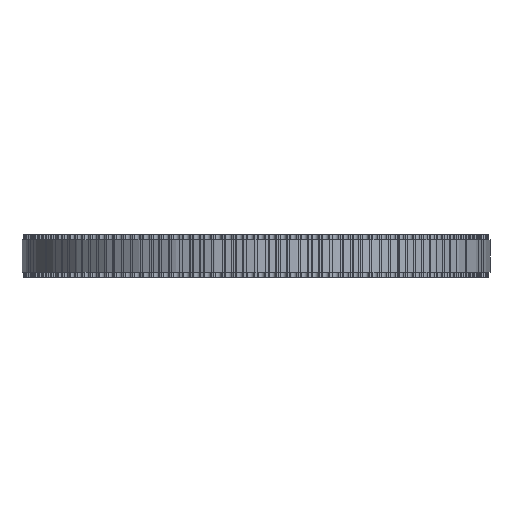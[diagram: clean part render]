
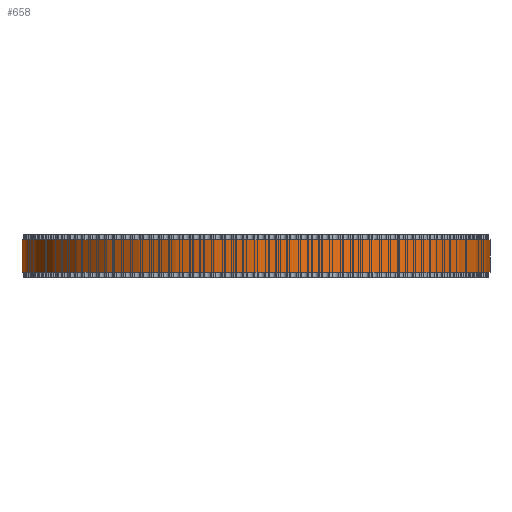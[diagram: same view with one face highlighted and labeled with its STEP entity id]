
A CAD part, front view. The second image highlights one B-rep face of the part: STEP entity #658.
In plain terms, the highlighted cylindrical face has radius 42.654 mm (diameter 85.307 mm), a full revolution.
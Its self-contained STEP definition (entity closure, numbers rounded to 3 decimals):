
#97=FACE_BOUND('',#2272,.T.);
#98=FACE_BOUND('',#2273,.T.);
#658=ADVANCED_FACE('',(#97,#98),#1195,.T.);
#1195=CYLINDRICAL_SURFACE('',#11935,42.654);
#2272=EDGE_LOOP('',(#6562));
#2273=EDGE_LOOP('',(#6563));
#6562=ORIENTED_EDGE('',*,*,#9246,.T.);
#6563=ORIENTED_EDGE('',*,*,#9247,.T.);
#7636=VERTEX_POINT('',#18920);
#7637=VERTEX_POINT('',#18922);
#9246=EDGE_CURVE('',#7636,#7636,#10320,.T.);
#9247=EDGE_CURVE('',#7637,#7637,#10321,.T.);
#10320=CIRCLE('',#11933,42.654);
#10321=CIRCLE('',#11934,42.654);
#11933=AXIS2_PLACEMENT_3D('',#18919,#15694,#15695);
#11934=AXIS2_PLACEMENT_3D('',#18921,#15696,#15697);
#11935=AXIS2_PLACEMENT_3D('',#18923,#15698,#15699);
#15694=DIRECTION('',(0.,0.,1.));
#15695=DIRECTION('',(1.,0.,0.));
#15696=DIRECTION('',(0.,0.,-1.));
#15697=DIRECTION('',(1.,0.,0.));
#15698=DIRECTION('',(0.,0.,1.));
#15699=DIRECTION('',(1.,0.,0.));
#18919=CARTESIAN_POINT('',(0.,0.,1.));
#18920=CARTESIAN_POINT('',(42.654,0.,1.));
#18921=CARTESIAN_POINT('',(0.,0.,7.));
#18922=CARTESIAN_POINT('',(42.654,0.,7.));
#18923=CARTESIAN_POINT('',(0.,0.,1.));
